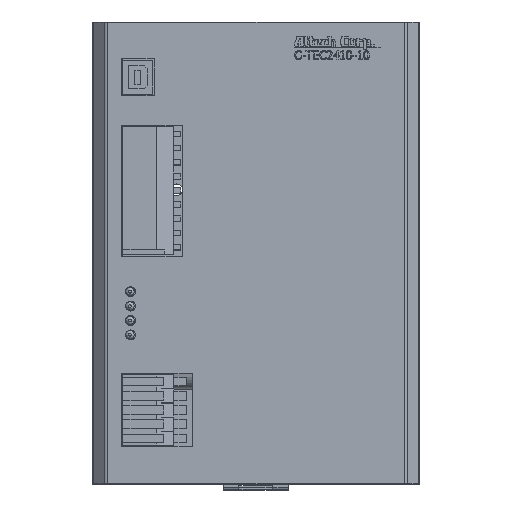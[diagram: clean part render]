
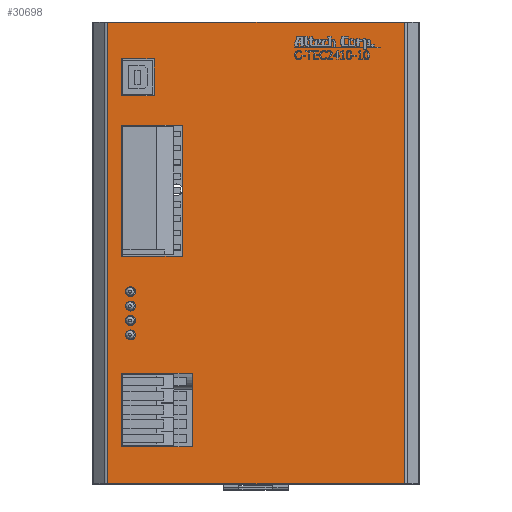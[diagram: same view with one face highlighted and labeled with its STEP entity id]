
A CAD part, top view. The second image highlights one B-rep face of the part: STEP entity #30698.
In plain terms, the highlighted planar face has unit normal (0, 0, 1).
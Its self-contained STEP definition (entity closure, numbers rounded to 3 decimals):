
#758=FACE_BOUND('',#5424,.T.);
#759=FACE_BOUND('',#5425,.T.);
#760=FACE_BOUND('',#5426,.T.);
#761=FACE_BOUND('',#5427,.T.);
#762=FACE_BOUND('',#5428,.T.);
#763=FACE_BOUND('',#5429,.T.);
#764=FACE_BOUND('',#5430,.T.);
#1078=CIRCLE('',#34710,1.75);
#1080=CIRCLE('',#34713,1.75);
#1082=CIRCLE('',#34716,1.75);
#1084=CIRCLE('',#34719,1.75);
#3587=FACE_OUTER_BOUND('',#5423,.T.);
#5423=EDGE_LOOP('',(#24411,#24412,#24413,#24414));
#5424=EDGE_LOOP('',(#24415,#24416,#24417,#24418));
#5425=EDGE_LOOP('',(#24419,#24420,#24421,#24422));
#5426=EDGE_LOOP('',(#24423,#24424,#24425,#24426));
#5427=EDGE_LOOP('',(#24427));
#5428=EDGE_LOOP('',(#24428));
#5429=EDGE_LOOP('',(#24429));
#5430=EDGE_LOOP('',(#24430));
#8044=LINE('',#48678,#11418);
#8045=LINE('',#48681,#11419);
#8161=LINE('',#48943,#11535);
#8164=LINE('',#48949,#11538);
#8167=LINE('',#48955,#11541);
#8170=LINE('',#48959,#11544);
#8172=LINE('',#48964,#11546);
#8175=LINE('',#48968,#11549);
#8178=LINE('',#48976,#11552);
#8181=LINE('',#48982,#11555);
#8184=LINE('',#48988,#11558);
#8187=LINE('',#48992,#11561);
#8200=LINE('',#49072,#11574);
#8205=LINE('',#49093,#11579);
#8216=LINE('',#49125,#11590);
#8217=LINE('',#49126,#11591);
#11418=VECTOR('',#40003,46.3);
#11419=VECTOR('',#40006,21.5);
#11535=VECTOR('',#40230,25.);
#11538=VECTOR('',#40235,26.1);
#11541=VECTOR('',#40240,25.);
#11544=VECTOR('',#40245,26.1);
#11546=VECTOR('',#40249,46.3);
#11549=VECTOR('',#40254,21.5);
#11552=VECTOR('',#40259,11.6);
#11555=VECTOR('',#40264,13.);
#11558=VECTOR('',#40269,11.6);
#11561=VECTOR('',#40274,13.);
#11574=VECTOR('',#40381,163.);
#11579=VECTOR('',#40400,163.);
#11590=VECTOR('',#40445,104.672);
#11591=VECTOR('',#40446,104.672);
#14244=VERTEX_POINT('',#48194);
#14246=VERTEX_POINT('',#48200);
#14248=VERTEX_POINT('',#48206);
#14250=VERTEX_POINT('',#48212);
#14421=VERTEX_POINT('',#48672);
#14423=VERTEX_POINT('',#48676);
#14424=VERTEX_POINT('',#48680);
#14515=VERTEX_POINT('',#48940);
#14516=VERTEX_POINT('',#48942);
#14518=VERTEX_POINT('',#48948);
#14520=VERTEX_POINT('',#48954);
#14522=VERTEX_POINT('',#48963);
#14525=VERTEX_POINT('',#48973);
#14526=VERTEX_POINT('',#48975);
#14528=VERTEX_POINT('',#48981);
#14530=VERTEX_POINT('',#48987);
#14549=VERTEX_POINT('',#49069);
#14550=VERTEX_POINT('',#49071);
#14556=VERTEX_POINT('',#49086);
#14559=VERTEX_POINT('',#49091);
#17654=EDGE_CURVE('',#14244,#14244,#1078,.T.);
#17657=EDGE_CURVE('',#14246,#14246,#1080,.T.);
#17660=EDGE_CURVE('',#14248,#14248,#1082,.T.);
#17663=EDGE_CURVE('',#14250,#14250,#1084,.T.);
#17903=EDGE_CURVE('',#14423,#14421,#8044,.T.);
#17904=EDGE_CURVE('',#14424,#14421,#8045,.T.);
#18034=EDGE_CURVE('',#14516,#14515,#8161,.T.);
#18037=EDGE_CURVE('',#14518,#14516,#8164,.T.);
#18040=EDGE_CURVE('',#14520,#14518,#8167,.T.);
#18043=EDGE_CURVE('',#14515,#14520,#8170,.T.);
#18045=EDGE_CURVE('',#14522,#14424,#8172,.T.);
#18048=EDGE_CURVE('',#14423,#14522,#8175,.T.);
#18051=EDGE_CURVE('',#14526,#14525,#8178,.T.);
#18054=EDGE_CURVE('',#14528,#14526,#8181,.T.);
#18057=EDGE_CURVE('',#14530,#14528,#8184,.T.);
#18060=EDGE_CURVE('',#14525,#14530,#8187,.T.);
#18099=EDGE_CURVE('',#14550,#14549,#8200,.T.);
#18109=EDGE_CURVE('',#14556,#14559,#8205,.T.);
#18124=EDGE_CURVE('',#14556,#14549,#8216,.T.);
#18125=EDGE_CURVE('',#14550,#14559,#8217,.T.);
#24411=ORIENTED_EDGE('',*,*,#18099,.T.);
#24412=ORIENTED_EDGE('',*,*,#18124,.F.);
#24413=ORIENTED_EDGE('',*,*,#18109,.T.);
#24414=ORIENTED_EDGE('',*,*,#18125,.F.);
#24415=ORIENTED_EDGE('',*,*,#18040,.T.);
#24416=ORIENTED_EDGE('',*,*,#18037,.T.);
#24417=ORIENTED_EDGE('',*,*,#18034,.T.);
#24418=ORIENTED_EDGE('',*,*,#18043,.T.);
#24419=ORIENTED_EDGE('',*,*,#18048,.T.);
#24420=ORIENTED_EDGE('',*,*,#18045,.T.);
#24421=ORIENTED_EDGE('',*,*,#17904,.T.);
#24422=ORIENTED_EDGE('',*,*,#17903,.F.);
#24423=ORIENTED_EDGE('',*,*,#18057,.T.);
#24424=ORIENTED_EDGE('',*,*,#18054,.T.);
#24425=ORIENTED_EDGE('',*,*,#18051,.T.);
#24426=ORIENTED_EDGE('',*,*,#18060,.T.);
#24427=ORIENTED_EDGE('',*,*,#17663,.T.);
#24428=ORIENTED_EDGE('',*,*,#17660,.T.);
#24429=ORIENTED_EDGE('',*,*,#17657,.T.);
#24430=ORIENTED_EDGE('',*,*,#17654,.T.);
#29329=PLANE('',#34938);
#30698=ADVANCED_FACE('',(#3587,#758,#759,#760,#761,#762,#763,#764),#29329,
 .T.);
#34710=AXIS2_PLACEMENT_3D('',#48195,#39605,#39606);
#34713=AXIS2_PLACEMENT_3D('',#48201,#39612,#39613);
#34716=AXIS2_PLACEMENT_3D('',#48207,#39619,#39620);
#34719=AXIS2_PLACEMENT_3D('',#48213,#39626,#39627);
#34938=AXIS2_PLACEMENT_3D('',#49124,#40443,#40444);
#39605=DIRECTION('center_axis',(0.,0.,-1.));
#39606=DIRECTION('ref_axis',(1.,0.,0.));
#39612=DIRECTION('center_axis',(0.,0.,-1.));
#39613=DIRECTION('ref_axis',(1.,0.,0.));
#39619=DIRECTION('center_axis',(0.,0.,-1.));
#39620=DIRECTION('ref_axis',(1.,0.,0.));
#39626=DIRECTION('center_axis',(0.,0.,-1.));
#39627=DIRECTION('ref_axis',(1.,0.,0.));
#40003=DIRECTION('',(0.,1.,0.));
#40006=DIRECTION('',(1.,0.,0.));
#40230=DIRECTION('',(1.,0.,0.));
#40235=DIRECTION('',(0.,1.,0.));
#40240=DIRECTION('',(-1.,0.,0.));
#40245=DIRECTION('',(0.,-1.,0.));
#40249=DIRECTION('',(0.,1.,0.));
#40254=DIRECTION('',(-1.,0.,0.));
#40259=DIRECTION('',(1.,0.,0.));
#40264=DIRECTION('',(0.,1.,0.));
#40269=DIRECTION('',(-1.,0.,0.));
#40274=DIRECTION('',(0.,-1.,0.));
#40381=DIRECTION('',(0.,1.,0.));
#40400=DIRECTION('',(0.,-1.,0.));
#40443=DIRECTION('center_axis',(0.,0.,1.));
#40444=DIRECTION('ref_axis',(1.,0.,0.));
#40445=DIRECTION('',(1.,0.,0.));
#40446=DIRECTION('',(-1.,0.,0.));
#48194=CARTESIAN_POINT('',(25.729,203.366,136.81));
#48195=CARTESIAN_POINT('Origin',(27.479,203.366,136.81));
#48200=CARTESIAN_POINT('',(25.729,198.286,136.81));
#48201=CARTESIAN_POINT('Origin',(27.479,198.286,136.81));
#48206=CARTESIAN_POINT('',(25.729,193.206,136.81));
#48207=CARTESIAN_POINT('Origin',(27.479,193.206,136.81));
#48212=CARTESIAN_POINT('',(25.729,188.106,136.81));
#48213=CARTESIAN_POINT('Origin',(27.479,188.106,136.81));
#48672=CARTESIAN_POINT('',(45.736,262.186,136.81));
#48676=CARTESIAN_POINT('',(45.736,215.886,136.81));
#48678=CARTESIAN_POINT('',(45.736,239.036,136.81));
#48680=CARTESIAN_POINT('',(24.236,262.186,136.81));
#48681=CARTESIAN_POINT('',(53.759,262.186,136.81));
#48940=CARTESIAN_POINT('',(49.236,174.636,136.81));
#48942=CARTESIAN_POINT('',(24.236,174.636,136.81));
#48943=CARTESIAN_POINT('',(54.259,174.636,136.81));
#48948=CARTESIAN_POINT('',(24.236,148.536,136.81));
#48949=CARTESIAN_POINT('',(24.236,189.336,136.81));
#48954=CARTESIAN_POINT('',(49.236,148.536,136.81));
#48955=CARTESIAN_POINT('',(54.259,148.536,136.81));
#48959=CARTESIAN_POINT('',(49.236,189.336,136.81));
#48963=CARTESIAN_POINT('',(24.236,215.886,136.81));
#48964=CARTESIAN_POINT('',(24.236,228.061,136.81));
#48968=CARTESIAN_POINT('',(53.759,215.886,136.81));
#48973=CARTESIAN_POINT('',(35.836,285.586,136.81));
#48975=CARTESIAN_POINT('',(24.236,285.586,136.81));
#48976=CARTESIAN_POINT('',(50.909,285.586,136.81));
#48981=CARTESIAN_POINT('',(24.236,272.586,136.81));
#48982=CARTESIAN_POINT('',(24.236,248.086,136.81));
#48987=CARTESIAN_POINT('',(35.836,272.586,136.81));
#48988=CARTESIAN_POINT('',(50.909,272.586,136.81));
#48992=CARTESIAN_POINT('',(35.836,248.086,136.81));
#49069=CARTESIAN_POINT('',(124.118,298.586,136.81));
#49071=CARTESIAN_POINT('',(124.118,135.586,136.81));
#49072=CARTESIAN_POINT('',(124.118,217.086,136.81));
#49086=CARTESIAN_POINT('',(19.446,298.586,136.81));
#49091=CARTESIAN_POINT('',(19.446,135.586,136.81));
#49093=CARTESIAN_POINT('',(19.446,217.086,136.81));
#49124=CARTESIAN_POINT('Origin',(71.782,217.086,136.81));
#49125=CARTESIAN_POINT('',(124.532,298.586,136.81));
#49126=CARTESIAN_POINT('',(19.032,135.586,136.81));
